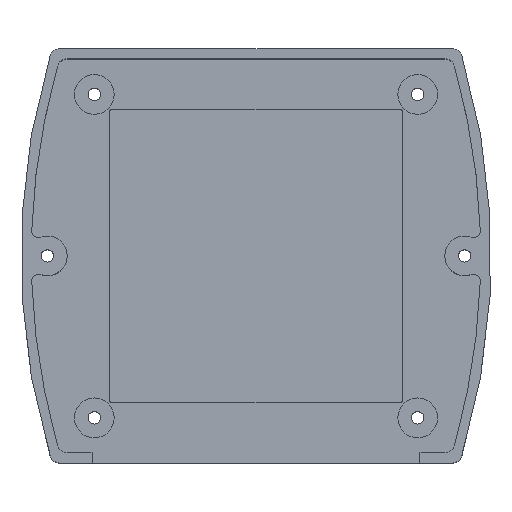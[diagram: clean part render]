
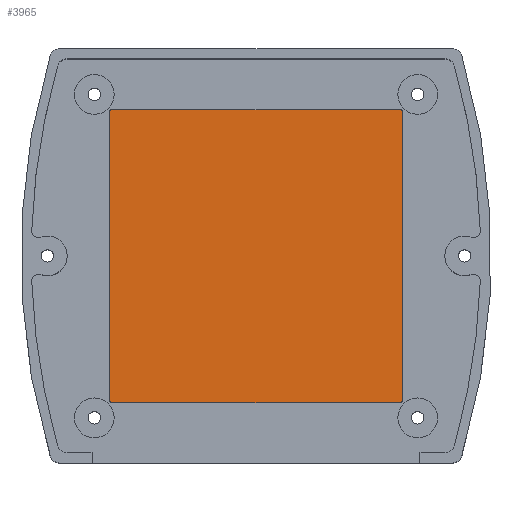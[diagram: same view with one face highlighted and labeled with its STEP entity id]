
A CAD part, top view. The second image highlights one B-rep face of the part: STEP entity #3965.
In plain terms, the highlighted planar face has unit normal (0, 0, 1).
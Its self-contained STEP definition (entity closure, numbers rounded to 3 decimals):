
#2990 = PLANE('',#2991);
#2991 = AXIS2_PLACEMENT_3D('',#2992,#2993,#2994);
#2992 = CARTESIAN_POINT('',(-28.991,29.491,3.));
#2993 = DIRECTION('',(0.,-1.,0.));
#2994 = DIRECTION('',(1.,0.,0.));
#3023 = CYLINDRICAL_SURFACE('',#3024,0.5);
#3024 = AXIS2_PLACEMENT_3D('',#3025,#3026,#3027);
#3025 = CARTESIAN_POINT('',(-28.991,28.991,3.));
#3026 = DIRECTION('',(0.,0.,1.));
#3027 = DIRECTION('',(1.,0.,0.));
#3051 = PLANE('',#3052);
#3052 = AXIS2_PLACEMENT_3D('',#3053,#3054,#3055);
#3053 = CARTESIAN_POINT('',(-29.491,-28.991,3.));
#3054 = DIRECTION('',(1.,0.,0.));
#3055 = DIRECTION('',(0.,1.,0.));
#3084 = CYLINDRICAL_SURFACE('',#3085,0.5);
#3085 = AXIS2_PLACEMENT_3D('',#3086,#3087,#3088);
#3086 = CARTESIAN_POINT('',(-28.991,-28.991,3.));
#3087 = DIRECTION('',(0.,0.,1.));
#3088 = DIRECTION('',(1.,0.,0.));
#3112 = PLANE('',#3113);
#3113 = AXIS2_PLACEMENT_3D('',#3114,#3115,#3116);
#3114 = CARTESIAN_POINT('',(28.991,-29.491,3.));
#3115 = DIRECTION('',(0.,1.,0.));
#3116 = DIRECTION('',(-1.,0.,0.));
#3145 = CYLINDRICAL_SURFACE('',#3146,0.5);
#3146 = AXIS2_PLACEMENT_3D('',#3147,#3148,#3149);
#3147 = CARTESIAN_POINT('',(28.991,-28.991,3.));
#3148 = DIRECTION('',(0.,0.,1.));
#3149 = DIRECTION('',(1.,0.,0.));
#3173 = PLANE('',#3174);
#3174 = AXIS2_PLACEMENT_3D('',#3175,#3176,#3177);
#3175 = CARTESIAN_POINT('',(29.491,28.991,3.));
#3176 = DIRECTION('',(-1.,0.,0.));
#3177 = DIRECTION('',(0.,-1.,0.));
#3204 = CYLINDRICAL_SURFACE('',#3205,0.5);
#3205 = AXIS2_PLACEMENT_3D('',#3206,#3207,#3208);
#3206 = CARTESIAN_POINT('',(28.991,28.991,3.));
#3207 = DIRECTION('',(0.,0.,1.));
#3208 = DIRECTION('',(1.,0.,0.));
#3488 = VERTEX_POINT('',#3489);
#3489 = CARTESIAN_POINT('',(-28.991,29.491,2.));
#3510 = EDGE_CURVE('',#3488,#3511,#3513,.T.);
#3511 = VERTEX_POINT('',#3512);
#3512 = CARTESIAN_POINT('',(28.991,29.491,2.));
#3513 = SURFACE_CURVE('',#3514,(#3518,#3525),.PCURVE_S1.);
#3514 = LINE('',#3515,#3516);
#3515 = CARTESIAN_POINT('',(-28.991,29.491,2.));
#3516 = VECTOR('',#3517,1.);
#3517 = DIRECTION('',(1.,0.,0.));
#3518 = PCURVE('',#2990,#3519);
#3519 = DEFINITIONAL_REPRESENTATION('',(#3520),#3524);
#3520 = LINE('',#3521,#3522);
#3521 = CARTESIAN_POINT('',(0.,-1.));
#3522 = VECTOR('',#3523,1.);
#3523 = DIRECTION('',(1.,0.));
#3524 = ( GEOMETRIC_REPRESENTATION_CONTEXT(2) 
PARAMETRIC_REPRESENTATION_CONTEXT() REPRESENTATION_CONTEXT('2D SPACE',''
  ) );
#3525 = PCURVE('',#3526,#3531);
#3526 = PLANE('',#3527);
#3527 = AXIS2_PLACEMENT_3D('',#3528,#3529,#3530);
#3528 = CARTESIAN_POINT('',(-29.491,-28.991,2.));
#3529 = DIRECTION('',(0.,0.,1.));
#3530 = DIRECTION('',(1.,0.,0.));
#3531 = DEFINITIONAL_REPRESENTATION('',(#3532),#3536);
#3532 = LINE('',#3533,#3534);
#3533 = CARTESIAN_POINT('',(0.5,58.483));
#3534 = VECTOR('',#3535,1.);
#3535 = DIRECTION('',(1.,0.));
#3536 = ( GEOMETRIC_REPRESENTATION_CONTEXT(2) 
PARAMETRIC_REPRESENTATION_CONTEXT() REPRESENTATION_CONTEXT('2D SPACE',''
  ) );
#3564 = VERTEX_POINT('',#3565);
#3565 = CARTESIAN_POINT('',(29.491,28.991,2.));
#3586 = EDGE_CURVE('',#3564,#3511,#3587,.T.);
#3587 = SURFACE_CURVE('',#3588,(#3593,#3600),.PCURVE_S1.);
#3588 = CIRCLE('',#3589,0.5);
#3589 = AXIS2_PLACEMENT_3D('',#3590,#3591,#3592);
#3590 = CARTESIAN_POINT('',(28.991,28.991,2.));
#3591 = DIRECTION('',(0.,0.,1.));
#3592 = DIRECTION('',(1.,0.,0.));
#3593 = PCURVE('',#3204,#3594);
#3594 = DEFINITIONAL_REPRESENTATION('',(#3595),#3599);
#3595 = LINE('',#3596,#3597);
#3596 = CARTESIAN_POINT('',(0.,-1.));
#3597 = VECTOR('',#3598,1.);
#3598 = DIRECTION('',(1.,0.));
#3599 = ( GEOMETRIC_REPRESENTATION_CONTEXT(2) 
PARAMETRIC_REPRESENTATION_CONTEXT() REPRESENTATION_CONTEXT('2D SPACE',''
  ) );
#3600 = PCURVE('',#3526,#3601);
#3601 = DEFINITIONAL_REPRESENTATION('',(#3602),#3606);
#3602 = CIRCLE('',#3603,0.5);
#3603 = AXIS2_PLACEMENT_2D('',#3604,#3605);
#3604 = CARTESIAN_POINT('',(58.483,57.983));
#3605 = DIRECTION('',(1.,0.));
#3606 = ( GEOMETRIC_REPRESENTATION_CONTEXT(2) 
PARAMETRIC_REPRESENTATION_CONTEXT() REPRESENTATION_CONTEXT('2D SPACE',''
  ) );
#3614 = EDGE_CURVE('',#3564,#3615,#3617,.T.);
#3615 = VERTEX_POINT('',#3616);
#3616 = CARTESIAN_POINT('',(29.491,-28.991,2.));
#3617 = SURFACE_CURVE('',#3618,(#3622,#3629),.PCURVE_S1.);
#3618 = LINE('',#3619,#3620);
#3619 = CARTESIAN_POINT('',(29.491,28.991,2.));
#3620 = VECTOR('',#3621,1.);
#3621 = DIRECTION('',(0.,-1.,0.));
#3622 = PCURVE('',#3173,#3623);
#3623 = DEFINITIONAL_REPRESENTATION('',(#3624),#3628);
#3624 = LINE('',#3625,#3626);
#3625 = CARTESIAN_POINT('',(0.,-1.));
#3626 = VECTOR('',#3627,1.);
#3627 = DIRECTION('',(1.,0.));
#3628 = ( GEOMETRIC_REPRESENTATION_CONTEXT(2) 
PARAMETRIC_REPRESENTATION_CONTEXT() REPRESENTATION_CONTEXT('2D SPACE',''
  ) );
#3629 = PCURVE('',#3526,#3630);
#3630 = DEFINITIONAL_REPRESENTATION('',(#3631),#3635);
#3631 = LINE('',#3632,#3633);
#3632 = CARTESIAN_POINT('',(58.983,57.983));
#3633 = VECTOR('',#3634,1.);
#3634 = DIRECTION('',(0.,-1.));
#3635 = ( GEOMETRIC_REPRESENTATION_CONTEXT(2) 
PARAMETRIC_REPRESENTATION_CONTEXT() REPRESENTATION_CONTEXT('2D SPACE',''
  ) );
#3663 = VERTEX_POINT('',#3664);
#3664 = CARTESIAN_POINT('',(28.991,-29.491,2.));
#3685 = EDGE_CURVE('',#3663,#3615,#3686,.T.);
#3686 = SURFACE_CURVE('',#3687,(#3692,#3699),.PCURVE_S1.);
#3687 = CIRCLE('',#3688,0.5);
#3688 = AXIS2_PLACEMENT_3D('',#3689,#3690,#3691);
#3689 = CARTESIAN_POINT('',(28.991,-28.991,2.));
#3690 = DIRECTION('',(0.,0.,1.));
#3691 = DIRECTION('',(1.,0.,0.));
#3692 = PCURVE('',#3145,#3693);
#3693 = DEFINITIONAL_REPRESENTATION('',(#3694),#3698);
#3694 = LINE('',#3695,#3696);
#3695 = CARTESIAN_POINT('',(0.,-1.));
#3696 = VECTOR('',#3697,1.);
#3697 = DIRECTION('',(1.,0.));
#3698 = ( GEOMETRIC_REPRESENTATION_CONTEXT(2) 
PARAMETRIC_REPRESENTATION_CONTEXT() REPRESENTATION_CONTEXT('2D SPACE',''
  ) );
#3699 = PCURVE('',#3526,#3700);
#3700 = DEFINITIONAL_REPRESENTATION('',(#3701),#3705);
#3701 = CIRCLE('',#3702,0.5);
#3702 = AXIS2_PLACEMENT_2D('',#3703,#3704);
#3703 = CARTESIAN_POINT('',(58.483,0.));
#3704 = DIRECTION('',(1.,0.));
#3705 = ( GEOMETRIC_REPRESENTATION_CONTEXT(2) 
PARAMETRIC_REPRESENTATION_CONTEXT() REPRESENTATION_CONTEXT('2D SPACE',''
  ) );
#3713 = EDGE_CURVE('',#3663,#3714,#3716,.T.);
#3714 = VERTEX_POINT('',#3715);
#3715 = CARTESIAN_POINT('',(-28.991,-29.491,2.));
#3716 = SURFACE_CURVE('',#3717,(#3721,#3728),.PCURVE_S1.);
#3717 = LINE('',#3718,#3719);
#3718 = CARTESIAN_POINT('',(28.991,-29.491,2.));
#3719 = VECTOR('',#3720,1.);
#3720 = DIRECTION('',(-1.,0.,0.));
#3721 = PCURVE('',#3112,#3722);
#3722 = DEFINITIONAL_REPRESENTATION('',(#3723),#3727);
#3723 = LINE('',#3724,#3725);
#3724 = CARTESIAN_POINT('',(0.,-1.));
#3725 = VECTOR('',#3726,1.);
#3726 = DIRECTION('',(1.,0.));
#3727 = ( GEOMETRIC_REPRESENTATION_CONTEXT(2) 
PARAMETRIC_REPRESENTATION_CONTEXT() REPRESENTATION_CONTEXT('2D SPACE',''
  ) );
#3728 = PCURVE('',#3526,#3729);
#3729 = DEFINITIONAL_REPRESENTATION('',(#3730),#3734);
#3730 = LINE('',#3731,#3732);
#3731 = CARTESIAN_POINT('',(58.483,-0.5));
#3732 = VECTOR('',#3733,1.);
#3733 = DIRECTION('',(-1.,0.));
#3734 = ( GEOMETRIC_REPRESENTATION_CONTEXT(2) 
PARAMETRIC_REPRESENTATION_CONTEXT() REPRESENTATION_CONTEXT('2D SPACE',''
  ) );
#3762 = VERTEX_POINT('',#3763);
#3763 = CARTESIAN_POINT('',(-29.491,-28.991,2.));
#3784 = EDGE_CURVE('',#3762,#3714,#3785,.T.);
#3785 = SURFACE_CURVE('',#3786,(#3791,#3798),.PCURVE_S1.);
#3786 = CIRCLE('',#3787,0.5);
#3787 = AXIS2_PLACEMENT_3D('',#3788,#3789,#3790);
#3788 = CARTESIAN_POINT('',(-28.991,-28.991,2.));
#3789 = DIRECTION('',(0.,0.,1.));
#3790 = DIRECTION('',(1.,0.,0.));
#3791 = PCURVE('',#3084,#3792);
#3792 = DEFINITIONAL_REPRESENTATION('',(#3793),#3797);
#3793 = LINE('',#3794,#3795);
#3794 = CARTESIAN_POINT('',(0.,-1.));
#3795 = VECTOR('',#3796,1.);
#3796 = DIRECTION('',(1.,0.));
#3797 = ( GEOMETRIC_REPRESENTATION_CONTEXT(2) 
PARAMETRIC_REPRESENTATION_CONTEXT() REPRESENTATION_CONTEXT('2D SPACE',''
  ) );
#3798 = PCURVE('',#3526,#3799);
#3799 = DEFINITIONAL_REPRESENTATION('',(#3800),#3804);
#3800 = CIRCLE('',#3801,0.5);
#3801 = AXIS2_PLACEMENT_2D('',#3802,#3803);
#3802 = CARTESIAN_POINT('',(0.5,0.));
#3803 = DIRECTION('',(1.,0.));
#3804 = ( GEOMETRIC_REPRESENTATION_CONTEXT(2) 
PARAMETRIC_REPRESENTATION_CONTEXT() REPRESENTATION_CONTEXT('2D SPACE',''
  ) );
#3812 = EDGE_CURVE('',#3762,#3813,#3815,.T.);
#3813 = VERTEX_POINT('',#3814);
#3814 = CARTESIAN_POINT('',(-29.491,28.991,2.));
#3815 = SURFACE_CURVE('',#3816,(#3820,#3827),.PCURVE_S1.);
#3816 = LINE('',#3817,#3818);
#3817 = CARTESIAN_POINT('',(-29.491,-28.991,2.));
#3818 = VECTOR('',#3819,1.);
#3819 = DIRECTION('',(0.,1.,0.));
#3820 = PCURVE('',#3051,#3821);
#3821 = DEFINITIONAL_REPRESENTATION('',(#3822),#3826);
#3822 = LINE('',#3823,#3824);
#3823 = CARTESIAN_POINT('',(0.,-1.));
#3824 = VECTOR('',#3825,1.);
#3825 = DIRECTION('',(1.,0.));
#3826 = ( GEOMETRIC_REPRESENTATION_CONTEXT(2) 
PARAMETRIC_REPRESENTATION_CONTEXT() REPRESENTATION_CONTEXT('2D SPACE',''
  ) );
#3827 = PCURVE('',#3526,#3828);
#3828 = DEFINITIONAL_REPRESENTATION('',(#3829),#3833);
#3829 = LINE('',#3830,#3831);
#3830 = CARTESIAN_POINT('',(0.,0.));
#3831 = VECTOR('',#3832,1.);
#3832 = DIRECTION('',(0.,1.));
#3833 = ( GEOMETRIC_REPRESENTATION_CONTEXT(2) 
PARAMETRIC_REPRESENTATION_CONTEXT() REPRESENTATION_CONTEXT('2D SPACE',''
  ) );
#3861 = EDGE_CURVE('',#3488,#3813,#3862,.T.);
#3862 = SURFACE_CURVE('',#3863,(#3868,#3875),.PCURVE_S1.);
#3863 = CIRCLE('',#3864,0.5);
#3864 = AXIS2_PLACEMENT_3D('',#3865,#3866,#3867);
#3865 = CARTESIAN_POINT('',(-28.991,28.991,2.));
#3866 = DIRECTION('',(0.,0.,1.));
#3867 = DIRECTION('',(1.,0.,0.));
#3868 = PCURVE('',#3023,#3869);
#3869 = DEFINITIONAL_REPRESENTATION('',(#3870),#3874);
#3870 = LINE('',#3871,#3872);
#3871 = CARTESIAN_POINT('',(0.,-1.));
#3872 = VECTOR('',#3873,1.);
#3873 = DIRECTION('',(1.,0.));
#3874 = ( GEOMETRIC_REPRESENTATION_CONTEXT(2) 
PARAMETRIC_REPRESENTATION_CONTEXT() REPRESENTATION_CONTEXT('2D SPACE',''
  ) );
#3875 = PCURVE('',#3526,#3876);
#3876 = DEFINITIONAL_REPRESENTATION('',(#3877),#3881);
#3877 = CIRCLE('',#3878,0.5);
#3878 = AXIS2_PLACEMENT_2D('',#3879,#3880);
#3879 = CARTESIAN_POINT('',(0.5,57.983));
#3880 = DIRECTION('',(1.,0.));
#3881 = ( GEOMETRIC_REPRESENTATION_CONTEXT(2) 
PARAMETRIC_REPRESENTATION_CONTEXT() REPRESENTATION_CONTEXT('2D SPACE',''
  ) );
#3965 = ADVANCED_FACE('',(#3966),#3526,.T.);
#3966 = FACE_BOUND('',#3967,.F.);
#3967 = EDGE_LOOP('',(#3968,#3969,#3970,#3971,#3972,#3973,#3974,#3975));
#3968 = ORIENTED_EDGE('',*,*,#3812,.T.);
#3969 = ORIENTED_EDGE('',*,*,#3861,.F.);
#3970 = ORIENTED_EDGE('',*,*,#3510,.T.);
#3971 = ORIENTED_EDGE('',*,*,#3586,.F.);
#3972 = ORIENTED_EDGE('',*,*,#3614,.T.);
#3973 = ORIENTED_EDGE('',*,*,#3685,.F.);
#3974 = ORIENTED_EDGE('',*,*,#3713,.T.);
#3975 = ORIENTED_EDGE('',*,*,#3784,.F.);
